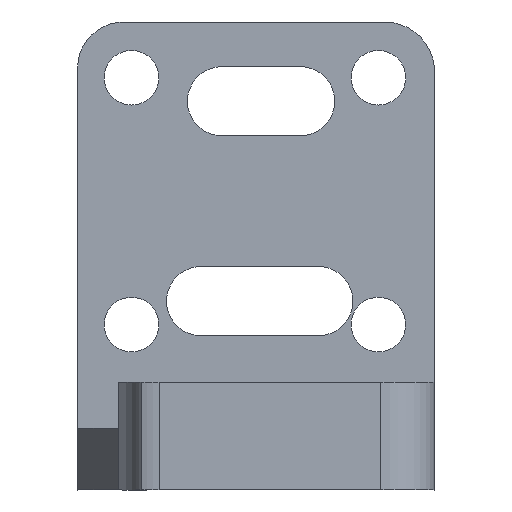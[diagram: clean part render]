
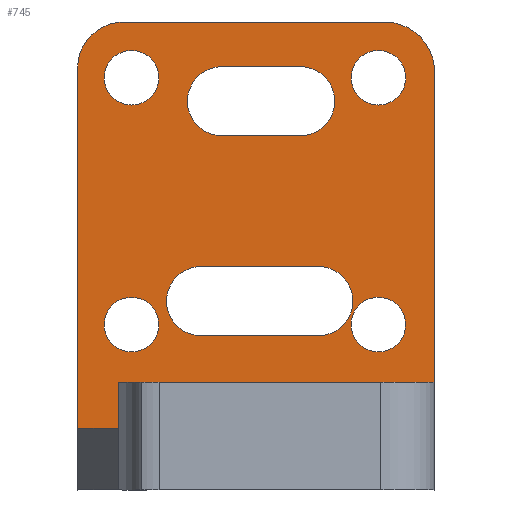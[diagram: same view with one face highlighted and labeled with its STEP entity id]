
A CAD part, front view. The second image highlights one B-rep face of the part: STEP entity #745.
In plain terms, the highlighted face is planar.
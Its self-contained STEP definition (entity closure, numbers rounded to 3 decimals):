
#20=FACE_BOUND('',#155,.T.);
#21=FACE_BOUND('',#156,.T.);
#22=FACE_BOUND('',#157,.T.);
#23=FACE_BOUND('',#158,.T.);
#24=FACE_BOUND('',#159,.T.);
#25=FACE_BOUND('',#160,.T.);
#33=CIRCLE('',#767,3.002);
#43=CIRCLE('',#790,2.25);
#45=CIRCLE('',#794,2.25);
#47=CIRCLE('',#798,2.25);
#49=CIRCLE('',#802,2.25);
#52=CIRCLE('',#806,1.775);
#54=CIRCLE('',#809,1.775);
#56=CIRCLE('',#812,1.775);
#58=CIRCLE('',#815,1.775);
#65=CIRCLE('',#829,3.254);
#116=FACE_OUTER_BOUND('',#154,.T.);
#154=EDGE_LOOP('',(#624,#625,#626,#627,#628,#629));
#155=EDGE_LOOP('',(#630));
#156=EDGE_LOOP('',(#631));
#157=EDGE_LOOP('',(#632));
#158=EDGE_LOOP('',(#633));
#159=EDGE_LOOP('',(#634,#635,#636,#637));
#160=EDGE_LOOP('',(#638,#639,#640,#641));
#180=LINE('',#1079,#250);
#206=LINE('',#1150,#276);
#211=LINE('',#1164,#281);
#214=LINE('',#1174,#284);
#219=LINE('',#1188,#289);
#226=LINE('',#1221,#296);
#236=LINE('',#1256,#306);
#237=LINE('',#1257,#307);
#250=VECTOR('',#859,10.);
#276=VECTOR('',#923,10.);
#281=VECTOR('',#936,10.);
#284=VECTOR('',#947,10.);
#289=VECTOR('',#960,10.);
#296=VECTOR('',#999,1000.);
#306=VECTOR('',#1039,10.);
#307=VECTOR('',#1040,10.);
#313=VERTEX_POINT('',#1059);
#316=VERTEX_POINT('',#1067);
#317=VERTEX_POINT('',#1068);
#345=VERTEX_POINT('',#1148);
#346=VERTEX_POINT('',#1149);
#349=VERTEX_POINT('',#1157);
#351=VERTEX_POINT('',#1163);
#353=VERTEX_POINT('',#1172);
#354=VERTEX_POINT('',#1173);
#357=VERTEX_POINT('',#1181);
#359=VERTEX_POINT('',#1187);
#362=VERTEX_POINT('',#1198);
#364=VERTEX_POINT('',#1204);
#366=VERTEX_POINT('',#1210);
#368=VERTEX_POINT('',#1216);
#369=VERTEX_POINT('',#1220);
#377=VERTEX_POINT('',#1249);
#379=VERTEX_POINT('',#1255);
#385=EDGE_CURVE('',#316,#317,#33,.T.);
#391=EDGE_CURVE('',#313,#317,#180,.T.);
#425=EDGE_CURVE('',#345,#346,#206,.T.);
#429=EDGE_CURVE('',#346,#349,#43,.T.);
#432=EDGE_CURVE('',#349,#351,#211,.T.);
#435=EDGE_CURVE('',#351,#345,#45,.T.);
#437=EDGE_CURVE('',#353,#354,#214,.T.);
#441=EDGE_CURVE('',#354,#357,#47,.T.);
#444=EDGE_CURVE('',#357,#359,#219,.T.);
#447=EDGE_CURVE('',#359,#353,#49,.T.);
#451=EDGE_CURVE('',#362,#362,#52,.T.);
#454=EDGE_CURVE('',#364,#364,#54,.T.);
#457=EDGE_CURVE('',#366,#366,#56,.T.);
#460=EDGE_CURVE('',#368,#368,#58,.T.);
#461=EDGE_CURVE('',#369,#316,#226,.T.);
#476=EDGE_CURVE('',#377,#369,#65,.T.);
#479=EDGE_CURVE('',#313,#379,#236,.T.);
#480=EDGE_CURVE('',#379,#377,#237,.T.);
#624=ORIENTED_EDGE('',*,*,#479,.T.);
#625=ORIENTED_EDGE('',*,*,#480,.T.);
#626=ORIENTED_EDGE('',*,*,#476,.T.);
#627=ORIENTED_EDGE('',*,*,#461,.T.);
#628=ORIENTED_EDGE('',*,*,#385,.T.);
#629=ORIENTED_EDGE('',*,*,#391,.F.);
#630=ORIENTED_EDGE('',*,*,#457,.T.);
#631=ORIENTED_EDGE('',*,*,#460,.T.);
#632=ORIENTED_EDGE('',*,*,#454,.T.);
#633=ORIENTED_EDGE('',*,*,#451,.T.);
#634=ORIENTED_EDGE('',*,*,#444,.T.);
#635=ORIENTED_EDGE('',*,*,#447,.T.);
#636=ORIENTED_EDGE('',*,*,#437,.T.);
#637=ORIENTED_EDGE('',*,*,#441,.T.);
#638=ORIENTED_EDGE('',*,*,#432,.T.);
#639=ORIENTED_EDGE('',*,*,#435,.T.);
#640=ORIENTED_EDGE('',*,*,#425,.T.);
#641=ORIENTED_EDGE('',*,*,#429,.T.);
#708=PLANE('',#831);
#745=ADVANCED_FACE('',(#116,#20,#21,#22,#23,#24,#25),#708,.T.);
#767=AXIS2_PLACEMENT_3D('',#1069,#849,#850);
#790=AXIS2_PLACEMENT_3D('',#1158,#929,#930);
#794=AXIS2_PLACEMENT_3D('',#1169,#941,#942);
#798=AXIS2_PLACEMENT_3D('',#1182,#953,#954);
#802=AXIS2_PLACEMENT_3D('',#1193,#965,#966);
#806=AXIS2_PLACEMENT_3D('',#1200,#974,#975);
#809=AXIS2_PLACEMENT_3D('',#1206,#981,#982);
#812=AXIS2_PLACEMENT_3D('',#1212,#988,#989);
#815=AXIS2_PLACEMENT_3D('',#1218,#995,#996);
#829=AXIS2_PLACEMENT_3D('',#1250,#1032,#1033);
#831=AXIS2_PLACEMENT_3D('',#1254,#1037,#1038);
#849=DIRECTION('center_axis',(0.,1.,0.));
#850=DIRECTION('ref_axis',(-1.,0.,0.));
#859=DIRECTION('',(0.,0.,-1.));
#923=DIRECTION('',(-1.,0.,0.));
#929=DIRECTION('center_axis',(0.,-1.,0.));
#930=DIRECTION('ref_axis',(0.,0.,1.));
#936=DIRECTION('',(1.,0.,0.));
#941=DIRECTION('center_axis',(0.,-1.,0.));
#942=DIRECTION('ref_axis',(0.,0.,
-1.));
#947=DIRECTION('',(-1.,0.,0.));
#953=DIRECTION('center_axis',(0.,-1.,0.));
#954=DIRECTION('ref_axis',(0.,0.,1.));
#960=DIRECTION('',(1.,0.,0.));
#965=DIRECTION('center_axis',(0.,-1.,0.));
#966=DIRECTION('ref_axis',(0.,0.,
-1.));
#974=DIRECTION('center_axis',(0.,-1.,0.));
#975=DIRECTION('ref_axis',(-1.,0.,0.));
#981=DIRECTION('center_axis',(0.,-1.,0.));
#982=DIRECTION('ref_axis',(-1.,0.,0.));
#988=DIRECTION('center_axis',(0.,-1.,0.));
#989=DIRECTION('ref_axis',(-1.,0.,0.));
#995=DIRECTION('center_axis',(0.,-1.,0.));
#996=DIRECTION('ref_axis',(-1.,0.,0.));
#999=DIRECTION('',(-1.,0.,0.));
#1032=DIRECTION('center_axis',(0.,1.,0.));
#1033=DIRECTION('ref_axis',(0.,0.,-1.));
#1037=DIRECTION('center_axis',(0.,1.,0.));
#1038=DIRECTION('ref_axis',(1.,0.,0.));
#1039=DIRECTION('',(1.,0.,0.));
#1040=DIRECTION('',(0.,0.,-1.));
#1059=CARTESIAN_POINT('',(0.335,-106.809,-21.));
#1067=CARTESIAN_POINT('',(3.435,-106.809,-47.43));
#1068=CARTESIAN_POINT('',(0.336,-106.809,-44.43));
#1069=CARTESIAN_POINT('Origin',(3.337,-106.809,-44.43));
#1079=CARTESIAN_POINT('',(0.335,-106.809,-17.));
#1148=CARTESIAN_POINT('',(15.985,-106.809,-27.03));
#1149=CARTESIAN_POINT('',(8.365,-106.809,-27.03));
#1150=CARTESIAN_POINT('',(10.115,-106.809,-27.03));
#1157=CARTESIAN_POINT('',(8.365,-106.809,-31.53));
#1158=CARTESIAN_POINT('Origin',(8.365,-106.809,-29.28));
#1163=CARTESIAN_POINT('',(15.985,-106.809,-31.53));
#1164=CARTESIAN_POINT('',(13.925,-106.809,-31.53));
#1169=CARTESIAN_POINT('Origin',(15.985,-106.809,-29.28));
#1172=CARTESIAN_POINT('',(14.805,-106.809,-40.03));
#1173=CARTESIAN_POINT('',(9.725,-106.809,-40.03));
#1174=CARTESIAN_POINT('',(10.795,-106.809,-40.03));
#1181=CARTESIAN_POINT('',(9.725,-106.809,-44.53));
#1182=CARTESIAN_POINT('Origin',(9.725,-106.809,-42.28));
#1187=CARTESIAN_POINT('',(14.805,-106.809,-44.53));
#1188=CARTESIAN_POINT('',(13.335,-106.809,-44.53));
#1193=CARTESIAN_POINT('Origin',(14.805,-106.809,-42.28));
#1198=CARTESIAN_POINT('',(5.615,-106.809,-27.755));
#1200=CARTESIAN_POINT('Origin',(3.84,-106.809,-27.755));
#1204=CARTESIAN_POINT('',(21.665,-106.809,-43.805));
#1206=CARTESIAN_POINT('Origin',(19.89,-106.809,-43.805));
#1210=CARTESIAN_POINT('',(21.665,-106.809,-27.755));
#1212=CARTESIAN_POINT('Origin',(19.89,-106.809,-27.755));
#1216=CARTESIAN_POINT('',(5.615,-106.809,-43.805));
#1218=CARTESIAN_POINT('Origin',(3.84,-106.809,-43.805));
#1220=CARTESIAN_POINT('',(20.295,-106.809,-47.43));
#1221=CARTESIAN_POINT('',(7.65,-106.809,-47.43));
#1249=CARTESIAN_POINT('',(23.533,-106.809,-44.5));
#1250=CARTESIAN_POINT('Origin',(20.295,-106.809,-44.176));
#1254=CARTESIAN_POINT('Origin',(23.295,-106.809,-21.));
#1255=CARTESIAN_POINT('',(23.533,-106.809,-21.));
#1256=CARTESIAN_POINT('',(23.295,-106.809,-21.));
#1257=CARTESIAN_POINT('',(23.533,-106.809,-21.));
